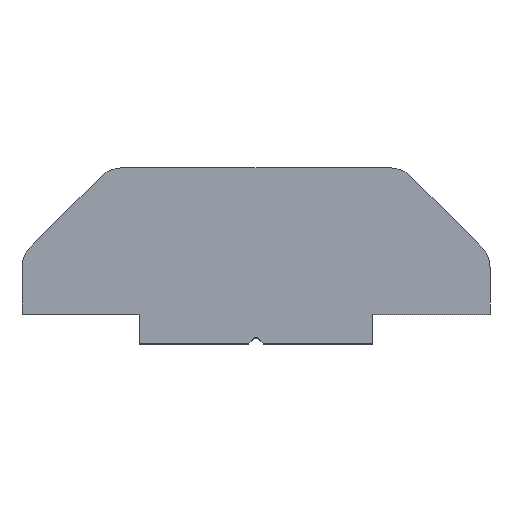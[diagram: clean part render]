
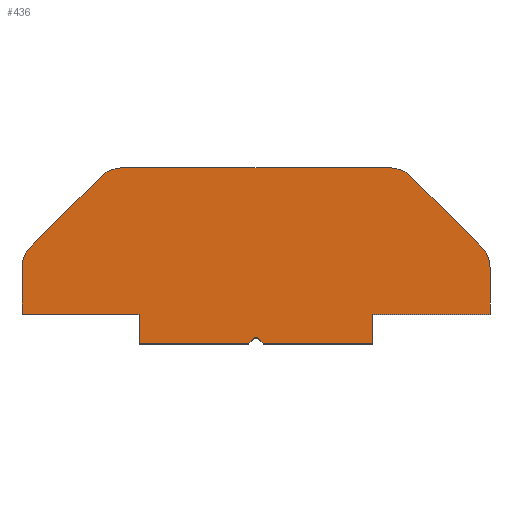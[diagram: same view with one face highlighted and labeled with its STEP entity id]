
A CAD part, top view. The second image highlights one B-rep face of the part: STEP entity #436.
In plain terms, the highlighted planar face has unit normal (0, 0, 1).
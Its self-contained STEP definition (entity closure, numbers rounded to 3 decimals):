
#5 = VECTOR ( 'NONE', #566, 1000. ) ;
#9 = EDGE_CURVE ( 'NONE', #16, #362, #182, .T. ) ;
#10 = EDGE_LOOP ( 'NONE', ( #752, #441, #811, #465, #862, #28, #567, #295, #600, #247, #540, #322, #34, #565, #470, #676, #627, #650 ) ) ;
#14 = CARTESIAN_POINT ( 'NONE',  ( -8., 6., 8. ) ) ;
#16 = VERTEX_POINT ( 'NONE', #139 ) ;
#22 = PLANE ( 'NONE',  #144 ) ;
#28 = ORIENTED_EDGE ( 'NONE', *, *, #825, .T. ) ;
#34 = ORIENTED_EDGE ( 'NONE', *, *, #379, .F. ) ;
#63 = LINE ( 'NONE', #637, #5 ) ;
#65 = EDGE_CURVE ( 'NONE', #206, #897, #217, .T. ) ;
#76 = AXIS2_PLACEMENT_3D ( 'NONE', #707, #432, #282 ) ;
#77 = CIRCLE ( 'NONE', #516, 1. ) ;
#86 = EDGE_CURVE ( 'NONE', #592, #172, #278, .T. ) ;
#91 = VERTEX_POINT ( 'NONE', #568 ) ;
#106 = DIRECTION ( 'NONE',  ( 1., 0., 0. ) ) ;
#113 = DIRECTION ( 'NONE',  ( 0., 0., 1. ) ) ;
#124 = EDGE_CURVE ( 'NONE', #879, #362, #135, .T. ) ;
#135 = LINE ( 'NONE', #863, #453 ) ;
#139 = CARTESIAN_POINT ( 'NONE',  ( -4.586, 6., 8. ) ) ;
#144 = AXIS2_PLACEMENT_3D ( 'NONE', #533, #174, #237 ) ;
#147 = DIRECTION ( 'NONE',  ( 0., 0., 1. ) ) ;
#153 = EDGE_CURVE ( 'NONE', #16, #91, #747, .T. ) ;
#168 = VERTEX_POINT ( 'NONE', #338 ) ;
#170 = DIRECTION ( 'NONE',  ( 0., 0., 1. ) ) ;
#172 = VERTEX_POINT ( 'NONE', #484 ) ;
#173 = LINE ( 'NONE', #461, #838 ) ;
#174 = DIRECTION ( 'NONE',  ( 0., 0., -1. ) ) ;
#178 = DIRECTION ( 'NONE',  ( 1., 0., 0. ) ) ;
#182 = CIRCLE ( 'NONE', #76, 1. ) ;
#187 = DIRECTION ( 'NONE',  ( 0., -1., 0. ) ) ;
#196 = VERTEX_POINT ( 'NONE', #694 ) ;
#198 = VECTOR ( 'NONE', #523, 1000. ) ;
#200 = VECTOR ( 'NONE', #106, 1000. ) ;
#206 = VERTEX_POINT ( 'NONE', #251 ) ;
#208 = DIRECTION ( 'NONE',  ( 1., 0., 0. ) ) ;
#210 = CARTESIAN_POINT ( 'NONE',  ( -8., 0., 8. ) ) ;
#217 = LINE ( 'NONE', #705, #842 ) ;
#220 = EDGE_CURVE ( 'NONE', #412, #206, #246, .T. ) ;
#232 = CARTESIAN_POINT ( 'NONE',  ( -8., 0., 8. ) ) ;
#235 = VERTEX_POINT ( 'NONE', #773 ) ;
#237 = DIRECTION ( 'NONE',  ( -1., 0., 0. ) ) ;
#238 = CARTESIAN_POINT ( 'NONE',  ( -4., 1., 8. ) ) ;
#242 = LINE ( 'NONE', #232, #888 ) ;
#246 = LINE ( 'NONE', #766, #517 ) ;
#247 = ORIENTED_EDGE ( 'NONE', *, *, #86, .T. ) ;
#251 = CARTESIAN_POINT ( 'NONE',  ( 4., 1., 8. ) ) ;
#257 = LINE ( 'NONE', #685, #486 ) ;
#260 = DIRECTION ( 'NONE',  ( -0.707, 0.707, 0. ) ) ;
#278 = LINE ( 'NONE', #210, #560 ) ;
#282 = DIRECTION ( 'NONE',  ( -1., 0., 0. ) ) ;
#289 = CARTESIAN_POINT ( 'NONE',  ( 8., 1., 8. ) ) ;
#292 = CARTESIAN_POINT ( 'NONE',  ( -7.707, 3.293, 8. ) ) ;
#295 = ORIENTED_EDGE ( 'NONE', *, *, #913, .F. ) ;
#299 = CARTESIAN_POINT ( 'NONE',  ( -8., 1., 8. ) ) ;
#315 = EDGE_CURVE ( 'NONE', #693, #172, #257, .T. ) ;
#318 = VECTOR ( 'NONE', #702, 1000. ) ;
#322 = ORIENTED_EDGE ( 'NONE', *, *, #729, .F. ) ;
#335 = VECTOR ( 'NONE', #260, 1000. ) ;
#338 = CARTESIAN_POINT ( 'NONE',  ( -8., 2.586, 8. ) ) ;
#341 = CARTESIAN_POINT ( 'NONE',  ( -5.293, 5.707, 8. ) ) ;
#347 = VERTEX_POINT ( 'NONE', #624 ) ;
#349 = LINE ( 'NONE', #543, #318 ) ;
#362 = VERTEX_POINT ( 'NONE', #341 ) ;
#368 = VERTEX_POINT ( 'NONE', #612 ) ;
#370 = AXIS2_PLACEMENT_3D ( 'NONE', #527, #170, #457 ) ;
#379 = EDGE_CURVE ( 'NONE', #846, #701, #537, .T. ) ;
#391 = VECTOR ( 'NONE', #187, 1000. ) ;
#399 = CARTESIAN_POINT ( 'NONE',  ( 0.25, 0., 8. ) ) ;
#412 = VERTEX_POINT ( 'NONE', #289 ) ;
#414 = DIRECTION ( 'NONE',  ( -1., 0., 0. ) ) ;
#432 = DIRECTION ( 'NONE',  ( 0., 0., 1. ) ) ;
#436 = ADVANCED_FACE ( 'NONE', ( #808 ), #22, .F. ) ;
#438 = DIRECTION ( 'NONE',  ( -1., 0., 0. ) ) ;
#441 = ORIENTED_EDGE ( 'NONE', *, *, #697, .T. ) ;
#448 = CARTESIAN_POINT ( 'NONE',  ( 0.088, 0.162, 8. ) ) ;
#453 = VECTOR ( 'NONE', #709, 1000. ) ;
#457 = DIRECTION ( 'NONE',  ( -1., 0., 0. ) ) ;
#459 = CARTESIAN_POINT ( 'NONE',  ( 4., 0., 8. ) ) ;
#461 = CARTESIAN_POINT ( 'NONE',  ( -4., 1., 8. ) ) ;
#465 = ORIENTED_EDGE ( 'NONE', *, *, #9, .T. ) ;
#470 = ORIENTED_EDGE ( 'NONE', *, *, #65, .F. ) ;
#471 = CARTESIAN_POINT ( 'NONE',  ( 0.25, 0., 8. ) ) ;
#484 = CARTESIAN_POINT ( 'NONE',  ( -0.25, 0., 8. ) ) ;
#486 = VECTOR ( 'NONE', #754, 1000. ) ;
#492 = DIRECTION ( 'NONE',  ( 0., 0., 1. ) ) ;
#500 = CIRCLE ( 'NONE', #924, 1. ) ;
#503 = EDGE_CURVE ( 'NONE', #368, #347, #604, .T. ) ;
#515 = CIRCLE ( 'NONE', #690, 0.125 ) ;
#516 = AXIS2_PLACEMENT_3D ( 'NONE', #776, #492, #414 ) ;
#517 = VECTOR ( 'NONE', #914, 1000. ) ;
#523 = DIRECTION ( 'NONE',  ( -1., 0., 0. ) ) ;
#527 = CARTESIAN_POINT ( 'NONE',  ( 7., 2.586, 8. ) ) ;
#532 = CARTESIAN_POINT ( 'NONE',  ( -4., 0., 8. ) ) ;
#533 = CARTESIAN_POINT ( 'NONE',  ( -8., 6., 8. ) ) ;
#537 = LINE ( 'NONE', #471, #335 ) ;
#540 = ORIENTED_EDGE ( 'NONE', *, *, #315, .F. ) ;
#543 = CARTESIAN_POINT ( 'NONE',  ( -8., 6., 8. ) ) ;
#560 = VECTOR ( 'NONE', #208, 1000. ) ;
#565 = ORIENTED_EDGE ( 'NONE', *, *, #575, .T. ) ;
#566 = DIRECTION ( 'NONE',  ( 0.707, -0.707, 0. ) ) ;
#567 = ORIENTED_EDGE ( 'NONE', *, *, #610, .T. ) ;
#568 = CARTESIAN_POINT ( 'NONE',  ( 4.586, 6., 8. ) ) ;
#575 = EDGE_CURVE ( 'NONE', #846, #897, #242, .T. ) ;
#592 = VERTEX_POINT ( 'NONE', #532 ) ;
#600 = ORIENTED_EDGE ( 'NONE', *, *, #882, .F. ) ;
#604 = CIRCLE ( 'NONE', #370, 1. ) ;
#610 = EDGE_CURVE ( 'NONE', #168, #235, #349, .T. ) ;
#612 = CARTESIAN_POINT ( 'NONE',  ( 8., 2.586, 8. ) ) ;
#624 = CARTESIAN_POINT ( 'NONE',  ( 7.707, 3.293, 8. ) ) ;
#627 = ORIENTED_EDGE ( 'NONE', *, *, #655, .F. ) ;
#637 = CARTESIAN_POINT ( 'NONE',  ( 8., 3., 8. ) ) ;
#639 = DIRECTION ( 'NONE',  ( 0., -1., 0. ) ) ;
#649 = CARTESIAN_POINT ( 'NONE',  ( 0., 0.073, 8. ) ) ;
#650 = ORIENTED_EDGE ( 'NONE', *, *, #503, .T. ) ;
#655 = EDGE_CURVE ( 'NONE', #368, #412, #847, .T. ) ;
#676 = ORIENTED_EDGE ( 'NONE', *, *, #220, .F. ) ;
#685 = CARTESIAN_POINT ( 'NONE',  ( -0.088, 0.162, 8. ) ) ;
#686 = EDGE_CURVE ( 'NONE', #196, #347, #63, .T. ) ;
#690 = AXIS2_PLACEMENT_3D ( 'NONE', #649, #147, #438 ) ;
#693 = VERTEX_POINT ( 'NONE', #759 ) ;
#694 = CARTESIAN_POINT ( 'NONE',  ( 5.293, 5.707, 8. ) ) ;
#697 = EDGE_CURVE ( 'NONE', #196, #91, #500, .T. ) ;
#701 = VERTEX_POINT ( 'NONE', #448 ) ;
#702 = DIRECTION ( 'NONE',  ( 0., -1., 0. ) ) ;
#705 = CARTESIAN_POINT ( 'NONE',  ( 4., 1., 8. ) ) ;
#707 = CARTESIAN_POINT ( 'NONE',  ( -4.586, 5., 8. ) ) ;
#709 = DIRECTION ( 'NONE',  ( 0.707, 0.707, 0. ) ) ;
#710 = DIRECTION ( 'NONE',  ( -1., 0., 0. ) ) ;
#722 = LINE ( 'NONE', #299, #198 ) ;
#729 = EDGE_CURVE ( 'NONE', #701, #693, #515, .T. ) ;
#746 = DIRECTION ( 'NONE',  ( 0., 1., 0. ) ) ;
#747 = LINE ( 'NONE', #14, #200 ) ;
#752 = ORIENTED_EDGE ( 'NONE', *, *, #686, .F. ) ;
#754 = DIRECTION ( 'NONE',  ( -0.707, -0.707, 0. ) ) ;
#759 = CARTESIAN_POINT ( 'NONE',  ( -0.088, 0.162, 8. ) ) ;
#766 = CARTESIAN_POINT ( 'NONE',  ( 8., 1., 8. ) ) ;
#773 = CARTESIAN_POINT ( 'NONE',  ( -8., 1., 8. ) ) ;
#776 = CARTESIAN_POINT ( 'NONE',  ( -7., 2.586, 8. ) ) ;
#782 = CARTESIAN_POINT ( 'NONE',  ( 4.586, 5., 8. ) ) ;
#796 = VERTEX_POINT ( 'NONE', #238 ) ;
#808 = FACE_OUTER_BOUND ( 'NONE', #10, .T. ) ;
#811 = ORIENTED_EDGE ( 'NONE', *, *, #153, .F. ) ;
#825 = EDGE_CURVE ( 'NONE', #879, #168, #77, .T. ) ;
#838 = VECTOR ( 'NONE', #746, 1000. ) ;
#842 = VECTOR ( 'NONE', #639, 1000. ) ;
#846 = VERTEX_POINT ( 'NONE', #399 ) ;
#847 = LINE ( 'NONE', #852, #391 ) ;
#852 = CARTESIAN_POINT ( 'NONE',  ( 8., 6., 8. ) ) ;
#862 = ORIENTED_EDGE ( 'NONE', *, *, #124, .F. ) ;
#863 = CARTESIAN_POINT ( 'NONE',  ( -5., 6., 8. ) ) ;
#879 = VERTEX_POINT ( 'NONE', #292 ) ;
#882 = EDGE_CURVE ( 'NONE', #592, #796, #173, .T. ) ;
#888 = VECTOR ( 'NONE', #178, 1000. ) ;
#897 = VERTEX_POINT ( 'NONE', #459 ) ;
#913 = EDGE_CURVE ( 'NONE', #796, #235, #722, .T. ) ;
#914 = DIRECTION ( 'NONE',  ( -1., 0., 0. ) ) ;
#924 = AXIS2_PLACEMENT_3D ( 'NONE', #782, #113, #710 ) ;
